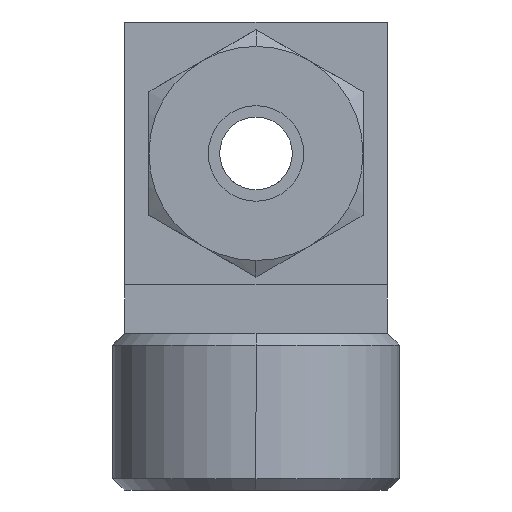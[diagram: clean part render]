
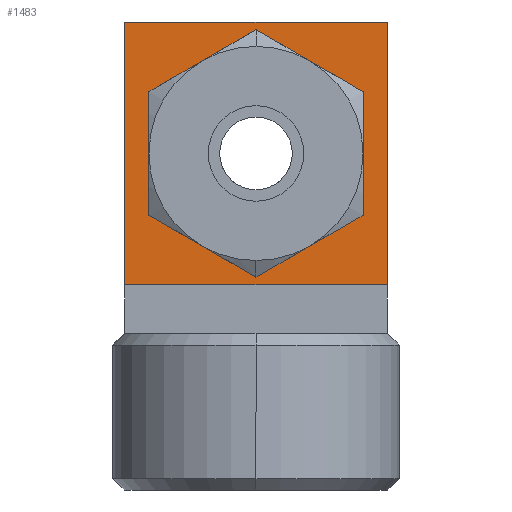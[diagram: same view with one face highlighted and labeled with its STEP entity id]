
A CAD part, left-side view. The second image highlights one B-rep face of the part: STEP entity #1483.
In plain terms, the highlighted planar face has unit normal (-1, 0, 0).
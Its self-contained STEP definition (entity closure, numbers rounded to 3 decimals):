
#1249=CARTESIAN_POINT('POINT77',(17.78,0.,4.477));
#1250=VERTEX_POINT('VERTEX77',#1249);
#1257=CARTESIAN_POINT('POINT78',(17.78,0.,
   -4.477));
#1258=VERTEX_POINT('VERTEX78',#1257);
#1259=CARTESIAN_POINT('POS74',(17.78,0.,0.));
#1260=DIRECTION('DIR114',(1.,0.,0.));
#1261=DIRECTION('DIR115',(0.,0.,1.));
#1262=AXIS2_PLACEMENT_3D('AXIS41',#1259,#1260,#1261);
#1263=CIRCLE('ELLIPSE15',#1262,4.477);
#1264=EDGE_CURVE('EDGE134',#1258,#1250,#1263,.T.);
#1284=EDGE_CURVE('EDGE136',#1250,#1258,#1263,.T.);
#1419=CARTESIAN_POINT('POINT87',(17.78,-8.731,-8.731)
   );
#1420=VERTEX_POINT('VERTEX87',#1419);
#1427=CARTESIAN_POINT('POINT88',(17.78,8.731,-8.731))
   ;
#1428=VERTEX_POINT('VERTEX88',#1427);
#1429=CARTESIAN_POINT('POS91',(17.78,-8.731,-8.731));
#1430=DIRECTION('DIR139',(0.,1.,0.));
#1431=VECTOR('VEC43',#1430,25.4);
#1432=LINE('STRAIGHT43',#1429,#1431);
#1433=EDGE_CURVE('EDGE151',#1420,#1428,#1432,.T.);
#1449=CARTESIAN_POINT('POINT89',(17.78,-8.731,8.731))
   ;
#1450=VERTEX_POINT('VERTEX89',#1449);
#1451=CARTESIAN_POINT('POS94',(17.78,-8.731,8.731));
#1452=DIRECTION('DIR143',(0.,0.,
   -1.));
#1453=VECTOR('VEC45',#1452,25.4);
#1454=LINE('STRAIGHT45',#1451,#1453);
#1455=EDGE_CURVE('EDGE153',#1450,#1420,#1454,.T.);
#1456=ORIENTED_EDGE('COEDGE293',*,*,#1455,.F.);
#1457=CARTESIAN_POINT('POINT90',(17.78,8.731,8.731));
#1458=VERTEX_POINT('VERTEX90',#1457);
#1459=CARTESIAN_POINT('POS95',(17.78,8.731,8.731));
#1460=DIRECTION('DIR144',(0.,-1.,0.));
#1461=VECTOR('VEC46',#1460,25.4);
#1462=LINE('STRAIGHT46',#1459,#1461);
#1463=EDGE_CURVE('EDGE154',#1458,#1450,#1462,.T.);
#1464=ORIENTED_EDGE('COEDGE294',*,*,#1463,.F.);
#1465=CARTESIAN_POINT('POS96',(17.78,8.731,-8.731));
#1466=DIRECTION('DIR145',(0.,0.,
   1.));
#1467=VECTOR('VEC47',#1466,25.4);
#1468=LINE('STRAIGHT47',#1465,#1467);
#1469=EDGE_CURVE('EDGE155',#1428,#1458,#1468,.T.);
#1470=ORIENTED_EDGE('COEDGE295',*,*,#1469,.F.);
#1471=ORIENTED_EDGE('COEDGE296',*,*,#1433,.F.);
#1472=EDGE_LOOP('NONE',(#1456,#1464,#1470,#1471));
#1473=FACE_BOUND('LOOP1',#1472,.T.);
#1474=ORIENTED_EDGE('COEDGE297',*,*,#1284,.T.);
#1475=ORIENTED_EDGE('COEDGE298',*,*,#1264,.T.);
#1476=EDGE_LOOP('NONE',(#1474,#1475));
#1477=FACE_BOUND('LOOP1',#1476,.T.);
#1478=CARTESIAN_POINT('POS97',(17.78,0.,-4.366));
#1479=DIRECTION('DIR146',(-1.,0.,0.));
#1480=DIRECTION('DIR147',(0.,1.,0.));
#1481=AXIS2_PLACEMENT_3D('AXIS50',#1478,#1479,#1480);
#1482=PLANE('PLANE18',#1481);
#1483=ADVANCED_FACE('FACE70',(#1473,#1477),#1482,.T.);
